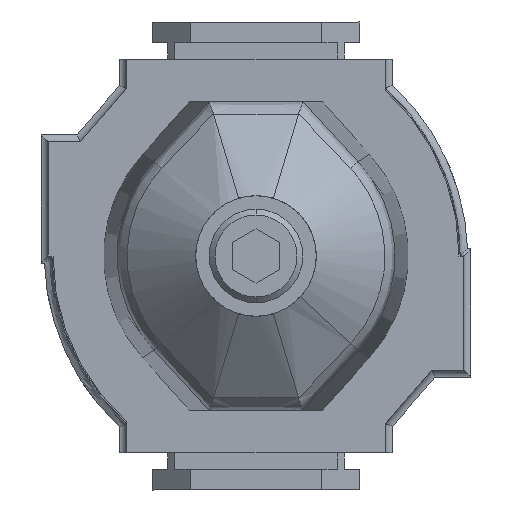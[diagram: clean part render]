
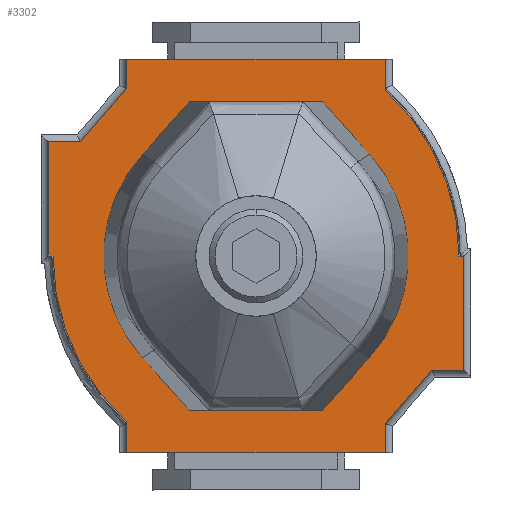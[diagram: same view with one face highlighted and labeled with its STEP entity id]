
A CAD part, front view. The second image highlights one B-rep face of the part: STEP entity #3302.
In plain terms, the highlighted planar face has unit normal (0, -1, 0).
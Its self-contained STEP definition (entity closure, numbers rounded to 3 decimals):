
#28 = CARTESIAN_POINT ( 'NONE',  ( -33.65, -51.1, -22.1 ) ) ;
#36 = VERTEX_POINT ( 'NONE', #1786 ) ;
#191 = CARTESIAN_POINT ( 'NONE',  ( 0., -51.1, -35.5 ) ) ;
#217 = ORIENTED_EDGE ( 'NONE', *, *, #2780, .F. ) ;
#330 = CARTESIAN_POINT ( 'NONE',  ( 28.65, -51.1, 22.1 ) ) ;
#490 = VECTOR ( 'NONE', #4143, 1000. ) ;
#584 = CARTESIAN_POINT ( 'NONE',  ( -19.5, -51.1, -30. ) ) ;
#652 = CARTESIAN_POINT ( 'NONE',  ( 0., -51.1, -35.5 ) ) ;
#672 = LINE ( 'NONE', #584, #6404 ) ;
#698 = LINE ( 'NONE', #6711, #5940 ) ;
#726 = EDGE_CURVE ( 'NONE', #6401, #7790, #7259, .T. ) ;
#848 = LINE ( 'NONE', #2333, #7986 ) ;
#871 = CARTESIAN_POINT ( 'NONE',  ( 19.5, -51.1, 35.5 ) ) ;
#927 = VERTEX_POINT ( 'NONE', #3130 ) ;
#1084 = FACE_OUTER_BOUND ( 'NONE', #4756, .T. ) ;
#1106 = LINE ( 'NONE', #7202, #1179 ) ;
#1111 = EDGE_CURVE ( 'NONE', #8349, #5473, #4709, .T. ) ;
#1174 = VECTOR ( 'NONE', #8662, 1000. ) ;
#1179 = VECTOR ( 'NONE', #7016, 1000. ) ;
#1337 = CARTESIAN_POINT ( 'NONE',  ( 0., -51.1, 3.5 ) ) ;
#1351 = CARTESIAN_POINT ( 'NONE',  ( -19.5, -51.1, -35.5 ) ) ;
#1462 = CARTESIAN_POINT ( 'NONE',  ( 0., -51.1, 34.7 ) ) ;
#1500 = CARTESIAN_POINT ( 'NONE',  ( -33.65, -51.1, 22.1 ) ) ;
#1515 = DIRECTION ( 'NONE',  ( 0., 0., -1. ) ) ;
#1621 = ORIENTED_EDGE ( 'NONE', *, *, #8197, .T. ) ;
#1765 = EDGE_CURVE ( 'NONE', #7792, #4010, #1106, .T. ) ;
#1786 = CARTESIAN_POINT ( 'NONE',  ( -28.353, -51.1, 22.1 ) ) ;
#1842 = EDGE_CURVE ( 'NONE', #927, #6936, #698, .T. ) ;
#1889 = DIRECTION ( 'NONE',  ( 1., 0., 0. ) ) ;
#2045 = AXIS2_PLACEMENT_3D ( 'NONE', #3902, #7832, #3071 ) ;
#2077 = ORIENTED_EDGE ( 'NONE', *, *, #6832, .F. ) ;
#2088 = EDGE_CURVE ( 'NONE', #6352, #6401, #2336, .T. ) ;
#2122 = VECTOR ( 'NONE', #7555, 1000. ) ;
#2132 = ORIENTED_EDGE ( 'NONE', *, *, #2649, .F. ) ;
#2224 = LINE ( 'NONE', #1500, #4646 ) ;
#2320 = ORIENTED_EDGE ( 'NONE', *, *, #1842, .F. ) ;
#2333 = CARTESIAN_POINT ( 'NONE',  ( 19.5, -51.1, 30. ) ) ;
#2336 = LINE ( 'NONE', #3659, #5392 ) ;
#2450 = CARTESIAN_POINT ( 'NONE',  ( 33.65, -51.1, -22.1 ) ) ;
#2513 = CARTESIAN_POINT ( 'NONE',  ( 0., -51.1, -34.7 ) ) ;
#2522 = DIRECTION ( 'NONE',  ( 0., -1., 0. ) ) ;
#2649 = EDGE_CURVE ( 'NONE', #4316, #927, #6017, .T. ) ;
#2676 = CARTESIAN_POINT ( 'NONE',  ( 0., -51.1, 35.5 ) ) ;
#2715 = DIRECTION ( 'NONE',  ( 1., 0., 0. ) ) ;
#2780 = EDGE_CURVE ( 'NONE', #3879, #8349, #2804, .T. ) ;
#2799 = ORIENTED_EDGE ( 'NONE', *, *, #8328, .T. ) ;
#2804 = LINE ( 'NONE', #7457, #490 ) ;
#3071 = DIRECTION ( 'NONE',  ( 0., 0., 1. ) ) ;
#3130 = CARTESIAN_POINT ( 'NONE',  ( 0., -51.1, 35.5 ) ) ;
#3298 = DIRECTION ( 'NONE',  ( 1., 0., 0. ) ) ;
#3302 = ADVANCED_FACE ( 'NONE', ( #1084 ), #6522, .T. ) ;
#3350 = DIRECTION ( 'NONE',  ( 0., -1., 0. ) ) ;
#3511 = EDGE_CURVE ( 'NONE', #5818, #7792, #6247, .T. ) ;
#3659 = CARTESIAN_POINT ( 'NONE',  ( -28.65, -51.1, -22.1 ) ) ;
#3684 = VECTOR ( 'NONE', #8342, 1000. ) ;
#3690 = VECTOR ( 'NONE', #3298, 1000. ) ;
#3817 = ORIENTED_EDGE ( 'NONE', *, *, #7410, .F. ) ;
#3873 = DIRECTION ( 'NONE',  ( 0., 0., 1. ) ) ;
#3879 = VERTEX_POINT ( 'NONE', #6297 ) ;
#3902 = CARTESIAN_POINT ( 'NONE',  ( 0., -51.1, -3.5 ) ) ;
#4010 = VERTEX_POINT ( 'NONE', #1351 ) ;
#4143 = DIRECTION ( 'NONE',  ( 0., 0., -1. ) ) ;
#4182 = DIRECTION ( 'NONE',  ( 0., 0., 1. ) ) ;
#4213 = CARTESIAN_POINT ( 'NONE',  ( -33.65, -51.1, 22.1 ) ) ;
#4221 = ORIENTED_EDGE ( 'NONE', *, *, #726, .F. ) ;
#4237 = EDGE_CURVE ( 'NONE', #7790, #4673, #2224, .T. ) ;
#4316 = VERTEX_POINT ( 'NONE', #1462 ) ;
#4324 = VECTOR ( 'NONE', #2715, 1000. ) ;
#4496 = DIRECTION ( 'NONE',  ( -0.757, 0., 0.654 ) ) ;
#4588 = ORIENTED_EDGE ( 'NONE', *, *, #1111, .F. ) ;
#4610 = CARTESIAN_POINT ( 'NONE',  ( -28.353, -51.1, 22.1 ) ) ;
#4614 = LINE ( 'NONE', #7964, #3690 ) ;
#4646 = VECTOR ( 'NONE', #4182, 1000. ) ;
#4663 = AXIS2_PLACEMENT_3D ( 'NONE', #5725, #2522, #8384 ) ;
#4673 = VERTEX_POINT ( 'NONE', #4213 ) ;
#4699 = VECTOR ( 'NONE', #3873, 1000. ) ;
#4709 = LINE ( 'NONE', #7370, #1174 ) ;
#4756 = EDGE_LOOP ( 'NONE', ( #5044, #4974, #5416, #8498, #1621, #4588, #217, #2077, #3817, #6093, #2320, #2132, #2799, #7497, #8095, #4221 ) ) ;
#4974 = ORIENTED_EDGE ( 'NONE', *, *, #8558, .F. ) ;
#5044 = ORIENTED_EDGE ( 'NONE', *, *, #2088, .F. ) ;
#5190 = CARTESIAN_POINT ( 'NONE',  ( -28.65, -51.1, -22.1 ) ) ;
#5199 = CARTESIAN_POINT ( 'NONE',  ( -33.65, -51.1, -22.1 ) ) ;
#5392 = VECTOR ( 'NONE', #4496, 1000. ) ;
#5416 = ORIENTED_EDGE ( 'NONE', *, *, #1765, .F. ) ;
#5473 = VERTEX_POINT ( 'NONE', #6483 ) ;
#5572 = AXIS2_PLACEMENT_3D ( 'NONE', #1337, #3350, #6058 ) ;
#5725 = CARTESIAN_POINT ( 'NONE',  ( -34.996, -51.1, 36.92 ) ) ;
#5818 = VERTEX_POINT ( 'NONE', #2513 ) ;
#5940 = VECTOR ( 'NONE', #1889, 1000. ) ;
#6017 = LINE ( 'NONE', #2676, #4699 ) ;
#6058 = DIRECTION ( 'NONE',  ( 0., 0., 1. ) ) ;
#6068 = VECTOR ( 'NONE', #7859, 1000. ) ;
#6093 = ORIENTED_EDGE ( 'NONE', *, *, #6206, .F. ) ;
#6206 = EDGE_CURVE ( 'NONE', #6936, #8630, #848, .T. ) ;
#6247 = LINE ( 'NONE', #191, #2122 ) ;
#6297 = CARTESIAN_POINT ( 'NONE',  ( 33.65, -51.1, 22.1 ) ) ;
#6340 = LINE ( 'NONE', #330, #3684 ) ;
#6352 = VERTEX_POINT ( 'NONE', #7763 ) ;
#6401 = VERTEX_POINT ( 'NONE', #5190 ) ;
#6404 = VECTOR ( 'NONE', #6640, 1000. ) ;
#6483 = CARTESIAN_POINT ( 'NONE',  ( 28.353, -51.1, -22.1 ) ) ;
#6522 = PLANE ( 'NONE',  #4663 ) ;
#6568 = VERTEX_POINT ( 'NONE', #6971 ) ;
#6640 = DIRECTION ( 'NONE',  ( 0., 0., 1. ) ) ;
#6672 = CIRCLE ( 'NONE', #2045, 38.2 ) ;
#6711 = CARTESIAN_POINT ( 'NONE',  ( 19.5, -51.1, 35.5 ) ) ;
#6832 = EDGE_CURVE ( 'NONE', #6568, #3879, #4614, .T. ) ;
#6936 = VERTEX_POINT ( 'NONE', #871 ) ;
#6971 = CARTESIAN_POINT ( 'NONE',  ( 28.65, -51.1, 22.1 ) ) ;
#7016 = DIRECTION ( 'NONE',  ( -1., 0., 0. ) ) ;
#7202 = CARTESIAN_POINT ( 'NONE',  ( -19.5, -51.1, -35.5 ) ) ;
#7259 = LINE ( 'NONE', #5199, #6068 ) ;
#7261 = CIRCLE ( 'NONE', #5572, 38.2 ) ;
#7370 = CARTESIAN_POINT ( 'NONE',  ( 28.353, -51.1, -22.1 ) ) ;
#7405 = LINE ( 'NONE', #4610, #4324 ) ;
#7410 = EDGE_CURVE ( 'NONE', #8630, #6568, #6340, .T. ) ;
#7457 = CARTESIAN_POINT ( 'NONE',  ( 33.65, -51.1, -22.1 ) ) ;
#7497 = ORIENTED_EDGE ( 'NONE', *, *, #7853, .F. ) ;
#7555 = DIRECTION ( 'NONE',  ( 0., 0., -1. ) ) ;
#7763 = CARTESIAN_POINT ( 'NONE',  ( -19.5, -51.1, -30. ) ) ;
#7790 = VERTEX_POINT ( 'NONE', #28 ) ;
#7792 = VERTEX_POINT ( 'NONE', #652 ) ;
#7832 = DIRECTION ( 'NONE',  ( 0., -1., 0. ) ) ;
#7853 = EDGE_CURVE ( 'NONE', #4673, #36, #7405, .T. ) ;
#7859 = DIRECTION ( 'NONE',  ( -1., 0., 0. ) ) ;
#7964 = CARTESIAN_POINT ( 'NONE',  ( 33.65, -51.1, 22.1 ) ) ;
#7986 = VECTOR ( 'NONE', #1515, 1000. ) ;
#8095 = ORIENTED_EDGE ( 'NONE', *, *, #4237, .F. ) ;
#8197 = EDGE_CURVE ( 'NONE', #5818, #5473, #7261, .T. ) ;
#8233 = CARTESIAN_POINT ( 'NONE',  ( 19.5, -51.1, 30. ) ) ;
#8328 = EDGE_CURVE ( 'NONE', #4316, #36, #6672, .T. ) ;
#8342 = DIRECTION ( 'NONE',  ( 0.757, 0., -0.654 ) ) ;
#8349 = VERTEX_POINT ( 'NONE', #2450 ) ;
#8384 = DIRECTION ( 'NONE',  ( 0., 0., -1. ) ) ;
#8498 = ORIENTED_EDGE ( 'NONE', *, *, #3511, .F. ) ;
#8558 = EDGE_CURVE ( 'NONE', #4010, #6352, #672, .T. ) ;
#8630 = VERTEX_POINT ( 'NONE', #8233 ) ;
#8662 = DIRECTION ( 'NONE',  ( -1., 0., 0. ) ) ;
